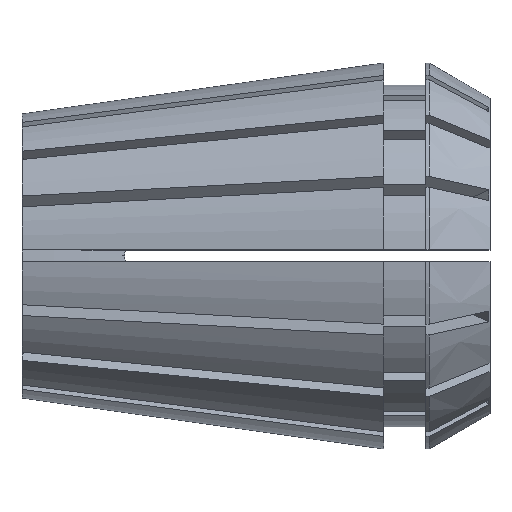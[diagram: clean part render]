
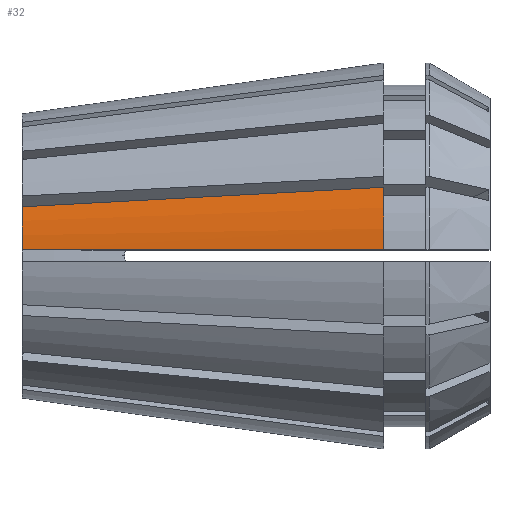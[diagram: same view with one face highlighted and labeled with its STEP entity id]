
A CAD part, top view. The second image highlights one B-rep face of the part: STEP entity #32.
In plain terms, the highlighted conical face has half-angle 8 degrees and reference radius 16.5 mm.
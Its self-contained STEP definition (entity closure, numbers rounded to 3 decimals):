
#32 = ADVANCED_FACE ( 'NONE', ( #529 ), #1480, .T. ) ;
#191 = DIRECTION ( 'NONE',  ( 1., 0., 0. ) ) ;
#266 = EDGE_CURVE ( 'NONE', #2859, #3089, #1199, .T. ) ;
#392 = CARTESIAN_POINT ( 'NONE',  ( 29.247, 0.5, 16.26 ) ) ;
#529 = FACE_OUTER_BOUND ( 'NONE', #3304, .T. ) ;
#541 = AXIS2_PLACEMENT_3D ( 'NONE', #3439, #910, #3860 ) ;
#613 = CARTESIAN_POINT ( 'NONE',  ( 0., 0.5, 12.147 ) ) ;
#677 = ORIENTED_EDGE ( 'NONE', *, *, #266, .F. ) ;
#732 = VERTEX_POINT ( 'NONE', #3727 ) ;
#811 = CARTESIAN_POINT ( 'NONE',  ( 3.861, 0.5, 12.69 ) ) ;
#910 = DIRECTION ( 'NONE',  ( -1., 0., 0. ) ) ;
#962 = ORIENTED_EDGE ( 'NONE', *, *, #5398, .T. ) ;
#1025 = CARTESIAN_POINT ( 'NONE',  ( 30.9, 0., 0. ) ) ;
#1199 = B_SPLINE_CURVE_WITH_KNOTS ( 'NONE', 3,
 ( #1363, #392, #1976, #5215, #4779, #2698, #811, #4218, #3435, #613 ),
 .UNSPECIFIED., .F., .F.,
 ( 4, 3, 3, 4 ),
 ( 0.064, 0.069, 0.091, 0.095 ),
 .UNSPECIFIED. ) ;
#1236 = CARTESIAN_POINT ( 'NONE',  ( 0., 4.187, 11.414 ) ) ;
#1363 = CARTESIAN_POINT ( 'NONE',  ( 30.9, 0.5, 16.493 ) ) ;
#1480 = CONICAL_SURFACE ( 'NONE', #3928, 16.5, 0.14 ) ;
#1493 = DIRECTION ( 'NONE',  ( 0., 0., 1. ) ) ;
#1713 = CIRCLE ( 'NONE', #541, 12.158 ) ;
#1976 = CARTESIAN_POINT ( 'NONE',  ( 27.594, 0.5, 16.028 ) ) ;
#2230 = ORIENTED_EDGE ( 'NONE', *, *, #4360, .T. ) ;
#2489 = DIRECTION ( 'NONE',  ( 0., 0., -1. ) ) ;
#2511 = CARTESIAN_POINT ( 'NONE',  ( 30.9, 5.85, 15.429 ) ) ;
#2698 = CARTESIAN_POINT ( 'NONE',  ( 11.221, 0.5, 13.726 ) ) ;
#2859 = VERTEX_POINT ( 'NONE', #5516 ) ;
#3089 = VERTEX_POINT ( 'NONE', #3912 ) ;
#3304 = EDGE_LOOP ( 'NONE', ( #962, #2230, #3985, #677 ) ) ;
#3393 = VERTEX_POINT ( 'NONE', #4670 ) ;
#3435 = CARTESIAN_POINT ( 'NONE',  ( 1.287, 0.5, 12.328 ) ) ;
#3439 = CARTESIAN_POINT ( 'NONE',  ( 0., 0., 0. ) ) ;
#3440 = EDGE_CURVE ( 'NONE', #3089, #3393, #1713, .T. ) ;
#3719 = CARTESIAN_POINT ( 'NONE',  ( 10.3, 4.741, 12.753 ) ) ;
#3727 = CARTESIAN_POINT ( 'NONE',  ( 30.9, 5.85, 15.429 ) ) ;
#3753 = B_SPLINE_CURVE_WITH_KNOTS ( 'NONE', 3,
 ( #2511, #4980, #3719, #1236 ),
 .UNSPECIFIED., .F., .F.,
 ( 4, 4 ),
 ( 0., 0.031 ),
 .UNSPECIFIED. ) ;
#3860 = DIRECTION ( 'NONE',  ( 0., 0., 1. ) ) ;
#3912 = CARTESIAN_POINT ( 'NONE',  ( 0., 0.5, 12.147 ) ) ;
#3928 = AXIS2_PLACEMENT_3D ( 'NONE', #4684, #191, #2489 ) ;
#3951 = DIRECTION ( 'NONE',  ( -1., 0., 0. ) ) ;
#3985 = ORIENTED_EDGE ( 'NONE', *, *, #3440, .F. ) ;
#4218 = CARTESIAN_POINT ( 'NONE',  ( 2.574, 0.5, 12.509 ) ) ;
#4360 = EDGE_CURVE ( 'NONE', #732, #3393, #3753, .T. ) ;
#4670 = CARTESIAN_POINT ( 'NONE',  ( 0., 4.187, 11.414 ) ) ;
#4684 = CARTESIAN_POINT ( 'NONE',  ( 30.9, 0., 0. ) ) ;
#4779 = CARTESIAN_POINT ( 'NONE',  ( 18.581, 0.5, 14.761 ) ) ;
#4875 = AXIS2_PLACEMENT_3D ( 'NONE', #1025, #3951, #1493 ) ;
#4980 = CARTESIAN_POINT ( 'NONE',  ( 20.6, 5.295, 14.091 ) ) ;
#5045 = CIRCLE ( 'NONE', #4875, 16.5 ) ;
#5215 = CARTESIAN_POINT ( 'NONE',  ( 25.941, 0.5, 15.795 ) ) ;
#5398 = EDGE_CURVE ( 'NONE', #2859, #732, #5045, .T. ) ;
#5516 = CARTESIAN_POINT ( 'NONE',  ( 30.9, 0.5, 16.493 ) ) ;
